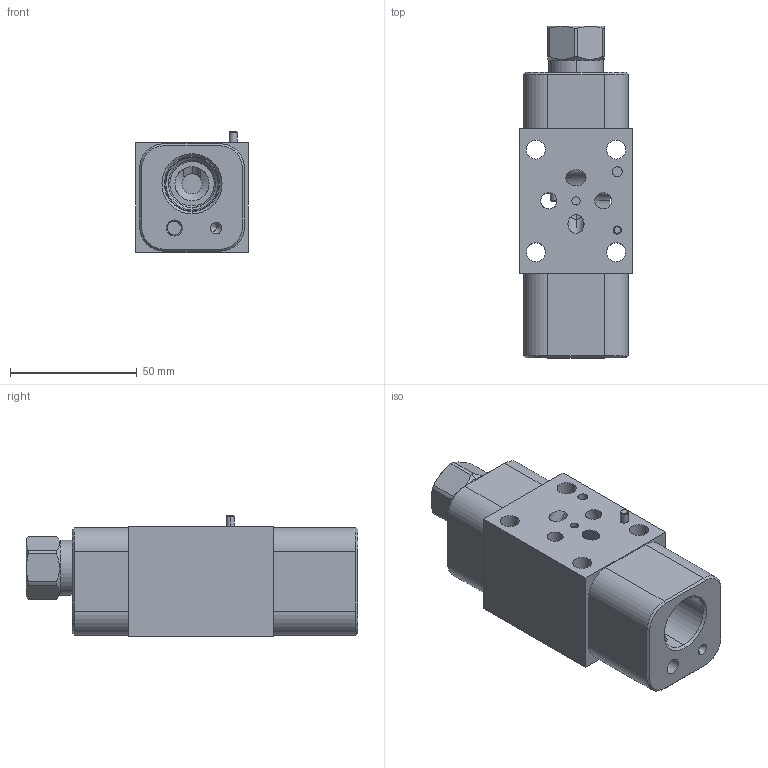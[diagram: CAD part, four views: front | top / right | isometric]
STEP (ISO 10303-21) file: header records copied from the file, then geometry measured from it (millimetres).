
FILE_DESCRIPTION((''),'2;1');
FILE_NAME('EB3_ASM','2019-07-18T',('ProEService'),(''),'PRO/ENGINEER BY PARAMETRIC TECHNOLOGY CORPORATION, 2014200','PRO/ENGINEER BY PARAMETRIC TECHNOLOGY CORPORATION, 2014200','');
FILE_SCHEMA(('CONFIG_CONTROL_DESIGN'));
Length unit declared in the file: inch
Products named in the file (7): 150-283; 811-001-006; CXDAXCN; 850-004-250; 500-001-012; 700-002; EB3_ASM
Assembly tree (7 placements, depth 2):
  EB3_ASM
    150-283
    811-001-006
    CXDAXCN
    850-004-250  x2
    500-001-012
    700-002
Bounding box: 44.45 x 130.96 x 47.5 mm (x, y, z)
Volume: 173566.9 mm3; surface area: 43566.9 mm2
Topology: 7 solids, 7 shells, 324 faces, 1158 edges, 1023 vertices
Faces by surface type: cylinder 139, plane 73, cone 63, torus 20, bspline 11, sphere 10, revolution 8
Entity records: 18808 total; most frequent: CARTESIAN_POINT 9369, DIRECTION 1940, ORIENTED_EDGE 1510, EDGE_CURVE 755, VECTOR 654, LINE 654, AXIS2_PLACEMENT_3D 639, VERTEX_POINT 477
